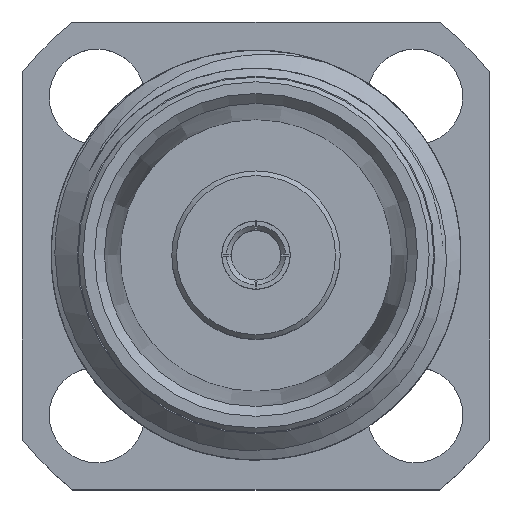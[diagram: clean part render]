
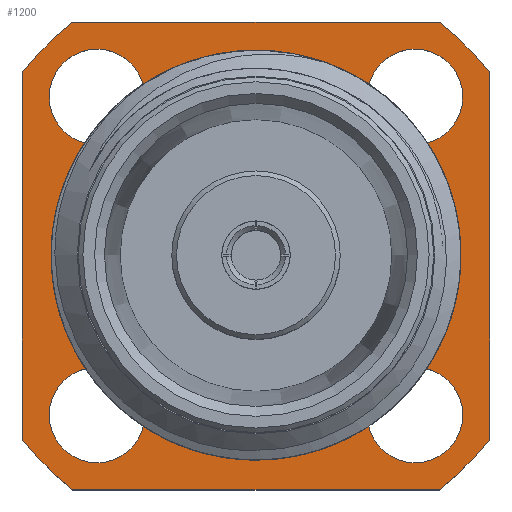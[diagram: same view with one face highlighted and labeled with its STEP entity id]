
A CAD part, top view. The second image highlights one B-rep face of the part: STEP entity #1200.
In plain terms, the highlighted planar face has unit normal (0, 0, 1).
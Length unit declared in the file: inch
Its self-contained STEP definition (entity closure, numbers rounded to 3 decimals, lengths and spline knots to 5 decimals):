
#106 = VERTEX_POINT ( 'NONE', #3584 ) ;
#113 = CARTESIAN_POINT ( 'NONE',  ( -0.25, -0.19572, 0. ) ) ;
#125 = VERTEX_POINT ( 'NONE', #1939 ) ;
#179 = CARTESIAN_POINT ( 'NONE',  ( -0.119, -0.17, 0. ) ) ;
#208 = DIRECTION ( 'NONE',  ( 1., 0., 0. ) ) ;
#225 = CARTESIAN_POINT ( 'NONE',  ( 0., 0., 0. ) ) ;
#246 = CARTESIAN_POINT ( 'NONE',  ( 0., 0., 0. ) ) ;
#260 = CARTESIAN_POINT ( 'NONE',  ( -0.25, -0.25, 0. ) ) ;
#272 = FACE_BOUND ( 'NONE', #3807, .T. ) ;
#287 = VERTEX_POINT ( 'NONE', #1493 ) ;
#290 = FACE_BOUND ( 'NONE', #564, .T. ) ;
#292 = ORIENTED_EDGE ( 'NONE', *, *, #1658, .T. ) ;
#299 = EDGE_CURVE ( 'NONE', #125, #125, #2511, .T. ) ;
#308 = ORIENTED_EDGE ( 'NONE', *, *, #3167, .F. ) ;
#344 = EDGE_CURVE ( 'NONE', #3644, #287, #2836, .T. ) ;
#366 = CARTESIAN_POINT ( 'NONE',  ( -0.25, 0.19572, 0. ) ) ;
#367 = EDGE_LOOP ( 'NONE', ( #3308, #1979, #3214, #1695, #3528, #3659, #292, #2757 ) ) ;
#369 = DIRECTION ( 'NONE',  ( 1., 0., 0. ) ) ;
#397 = EDGE_CURVE ( 'NONE', #2667, #994, #1047, .T. ) ;
#419 = EDGE_CURVE ( 'NONE', #440, #440, #2384, .T. ) ;
#433 = AXIS2_PLACEMENT_3D ( 'NONE', #1173, #618, #1154 ) ;
#440 = VERTEX_POINT ( 'NONE', #1328 ) ;
#445 = CARTESIAN_POINT ( 'NONE',  ( 0.17, 0.17, 0. ) ) ;
#499 = DIRECTION ( 'NONE',  ( 0., 0., 1. ) ) ;
#509 = EDGE_LOOP ( 'NONE', ( #308 ) ) ;
#515 = EDGE_CURVE ( 'NONE', #2021, #2064, #1014, .T. ) ;
#516 = CARTESIAN_POINT ( 'NONE',  ( 0.14521, 0., 0. ) ) ;
#528 = DIRECTION ( 'NONE',  ( 1., 0., 0. ) ) ;
#564 = EDGE_LOOP ( 'NONE', ( #1524 ) ) ;
#568 = FACE_BOUND ( 'NONE', #3294, .T. ) ;
#570 = VERTEX_POINT ( 'NONE', #2243 ) ;
#618 = DIRECTION ( 'NONE',  ( 0., 0., -1. ) ) ;
#631 = CIRCLE ( 'NONE', #3407, 0.14521 ) ;
#646 = ORIENTED_EDGE ( 'NONE', *, *, #1062, .F. ) ;
#677 = AXIS2_PLACEMENT_3D ( 'NONE', #445, #3753, #369 ) ;
#808 = CIRCLE ( 'NONE', #3211, 0.051 ) ;
#848 = DIRECTION ( 'NONE',  ( 0., 0., -1. ) ) ;
#861 = VECTOR ( 'NONE', #3411, 39.37008 ) ;
#908 = CARTESIAN_POINT ( 'NONE',  ( 0., 0., 0. ) ) ;
#994 = VERTEX_POINT ( 'NONE', #113 ) ;
#995 = AXIS2_PLACEMENT_3D ( 'NONE', #908, #2418, #2344 ) ;
#1004 = AXIS2_PLACEMENT_3D ( 'NONE', #225, #2634, #1748 ) ;
#1014 = LINE ( 'NONE', #2228, #2450 ) ;
#1047 = LINE ( 'NONE', #3719, #1878 ) ;
#1062 = EDGE_CURVE ( 'NONE', #1609, #1609, #1121, .T. ) ;
#1121 = CIRCLE ( 'NONE', #2134, 0.051 ) ;
#1153 = DIRECTION ( 'NONE',  ( -1., 0., 0. ) ) ;
#1154 = DIRECTION ( 'NONE',  ( -1., 0., 0. ) ) ;
#1165 = DIRECTION ( 'NONE',  ( 1., 0., 0. ) ) ;
#1172 = CARTESIAN_POINT ( 'NONE',  ( 0.25, -0.19572, 0. ) ) ;
#1173 = CARTESIAN_POINT ( 'NONE',  ( 0., 0., 0. ) ) ;
#1177 = DIRECTION ( 'NONE',  ( 0., 0., 1. ) ) ;
#1199 = CARTESIAN_POINT ( 'NONE',  ( 0.17, -0.17, 0. ) ) ;
#1200 = ADVANCED_FACE ( 'NONE', ( #2424, #290, #3292, #272, #568, #3889 ), #2383, .F. ) ;
#1201 = CIRCLE ( 'NONE', #1004, 0.3175 ) ;
#1276 = CARTESIAN_POINT ( 'NONE',  ( -0.19572, 0.25, 0. ) ) ;
#1328 = CARTESIAN_POINT ( 'NONE',  ( 0.221, 0.17, 0. ) ) ;
#1478 = EDGE_CURVE ( 'NONE', #3644, #106, #3083, .T. ) ;
#1493 = CARTESIAN_POINT ( 'NONE',  ( 0.25, 0.19572, 0. ) ) ;
#1509 = CIRCLE ( 'NONE', #995, 0.3175 ) ;
#1524 = ORIENTED_EDGE ( 'NONE', *, *, #419, .F. ) ;
#1594 = CARTESIAN_POINT ( 'NONE',  ( 0.25, -0.25, 0. ) ) ;
#1609 = VERTEX_POINT ( 'NONE', #2535 ) ;
#1658 = EDGE_CURVE ( 'NONE', #287, #2021, #1509, .T. ) ;
#1674 = CARTESIAN_POINT ( 'NONE',  ( -0.17, 0.17, 0. ) ) ;
#1689 = ORIENTED_EDGE ( 'NONE', *, *, #2529, .F. ) ;
#1695 = ORIENTED_EDGE ( 'NONE', *, *, #2739, .T. ) ;
#1748 = DIRECTION ( 'NONE',  ( -1., 0., 0. ) ) ;
#1791 = CARTESIAN_POINT ( 'NONE',  ( 0.19572, 0.25, 0. ) ) ;
#1878 = VECTOR ( 'NONE', #2795, 39.37008 ) ;
#1939 = CARTESIAN_POINT ( 'NONE',  ( 0.221, -0.17, 0. ) ) ;
#1979 = ORIENTED_EDGE ( 'NONE', *, *, #397, .T. ) ;
#2021 = VERTEX_POINT ( 'NONE', #1791 ) ;
#2064 = VERTEX_POINT ( 'NONE', #1276 ) ;
#2089 = DIRECTION ( 'NONE',  ( 0., 0., -1. ) ) ;
#2094 = LINE ( 'NONE', #260, #3027 ) ;
#2102 = CARTESIAN_POINT ( 'NONE',  ( -0.17, -0.17, 0. ) ) ;
#2121 = DIRECTION ( 'NONE',  ( 1., 0., 0. ) ) ;
#2134 = AXIS2_PLACEMENT_3D ( 'NONE', #1674, #2646, #528 ) ;
#2228 = CARTESIAN_POINT ( 'NONE',  ( -0.25, 0.25, 0. ) ) ;
#2243 = CARTESIAN_POINT ( 'NONE',  ( -0.19572, -0.25, 0. ) ) ;
#2293 = VERTEX_POINT ( 'NONE', #516 ) ;
#2297 = CARTESIAN_POINT ( 'NONE',  ( 0., 0., 0. ) ) ;
#2344 = DIRECTION ( 'NONE',  ( 1., 0., 0. ) ) ;
#2382 = DIRECTION ( 'NONE',  ( 1., 0., 0. ) ) ;
#2383 = PLANE ( 'NONE',  #3709 ) ;
#2384 = CIRCLE ( 'NONE', #677, 0.051 ) ;
#2418 = DIRECTION ( 'NONE',  ( 0., 0., 1. ) ) ;
#2424 = FACE_BOUND ( 'NONE', #509, .T. ) ;
#2437 = EDGE_LOOP ( 'NONE', ( #3095 ) ) ;
#2450 = VECTOR ( 'NONE', #3429, 39.37008 ) ;
#2511 = CIRCLE ( 'NONE', #3761, 0.051 ) ;
#2529 = EDGE_CURVE ( 'NONE', #3860, #3860, #808, .T. ) ;
#2535 = CARTESIAN_POINT ( 'NONE',  ( -0.119, 0.17, 0. ) ) ;
#2634 = DIRECTION ( 'NONE',  ( 0., 0., -1. ) ) ;
#2646 = DIRECTION ( 'NONE',  ( 0., 0., 1. ) ) ;
#2667 = VERTEX_POINT ( 'NONE', #366 ) ;
#2739 = EDGE_CURVE ( 'NONE', #570, #106, #2094, .T. ) ;
#2740 = CARTESIAN_POINT ( 'NONE',  ( 0., 0., 0. ) ) ;
#2757 = ORIENTED_EDGE ( 'NONE', *, *, #515, .T. ) ;
#2795 = DIRECTION ( 'NONE',  ( 0., -1., 0. ) ) ;
#2836 = LINE ( 'NONE', #1594, #861 ) ;
#3027 = VECTOR ( 'NONE', #1165, 39.37008 ) ;
#3083 = CIRCLE ( 'NONE', #433, 0.3175 ) ;
#3095 = ORIENTED_EDGE ( 'NONE', *, *, #299, .F. ) ;
#3140 = AXIS2_PLACEMENT_3D ( 'NONE', #246, #848, #1153 ) ;
#3167 = EDGE_CURVE ( 'NONE', #2293, #2293, #631, .T. ) ;
#3211 = AXIS2_PLACEMENT_3D ( 'NONE', #2102, #3307, #2121 ) ;
#3214 = ORIENTED_EDGE ( 'NONE', *, *, #3767, .F. ) ;
#3216 = EDGE_CURVE ( 'NONE', #2667, #2064, #1201, .T. ) ;
#3292 = FACE_BOUND ( 'NONE', #2437, .T. ) ;
#3294 = EDGE_LOOP ( 'NONE', ( #646 ) ) ;
#3307 = DIRECTION ( 'NONE',  ( 0., 0., 1. ) ) ;
#3308 = ORIENTED_EDGE ( 'NONE', *, *, #3216, .F. ) ;
#3311 = DIRECTION ( 'NONE',  ( 0., -1., 0. ) ) ;
#3400 = CIRCLE ( 'NONE', #3140, 0.3175 ) ;
#3407 = AXIS2_PLACEMENT_3D ( 'NONE', #2297, #499, #208 ) ;
#3411 = DIRECTION ( 'NONE',  ( 0., 1., 0. ) ) ;
#3429 = DIRECTION ( 'NONE',  ( -1., 0., 0. ) ) ;
#3528 = ORIENTED_EDGE ( 'NONE', *, *, #1478, .F. ) ;
#3584 = CARTESIAN_POINT ( 'NONE',  ( 0.19572, -0.25, 0. ) ) ;
#3644 = VERTEX_POINT ( 'NONE', #1172 ) ;
#3659 = ORIENTED_EDGE ( 'NONE', *, *, #344, .T. ) ;
#3709 = AXIS2_PLACEMENT_3D ( 'NONE', #2740, #2089, #3311 ) ;
#3719 = CARTESIAN_POINT ( 'NONE',  ( -0.25, -0.25, 0. ) ) ;
#3753 = DIRECTION ( 'NONE',  ( 0., 0., 1. ) ) ;
#3761 = AXIS2_PLACEMENT_3D ( 'NONE', #1199, #1177, #2382 ) ;
#3767 = EDGE_CURVE ( 'NONE', #570, #994, #3400, .T. ) ;
#3807 = EDGE_LOOP ( 'NONE', ( #1689 ) ) ;
#3860 = VERTEX_POINT ( 'NONE', #179 ) ;
#3889 = FACE_OUTER_BOUND ( 'NONE', #367, .T. ) ;
